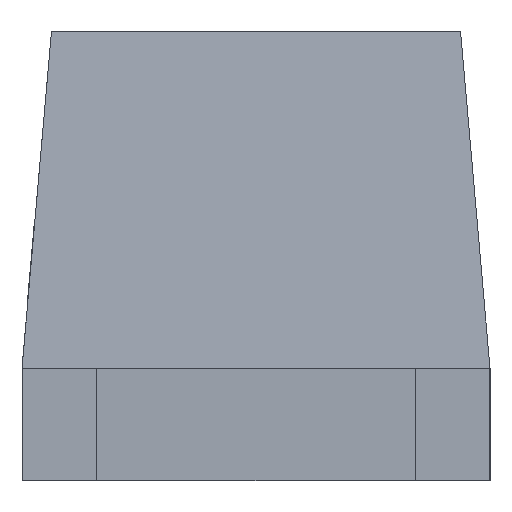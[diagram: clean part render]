
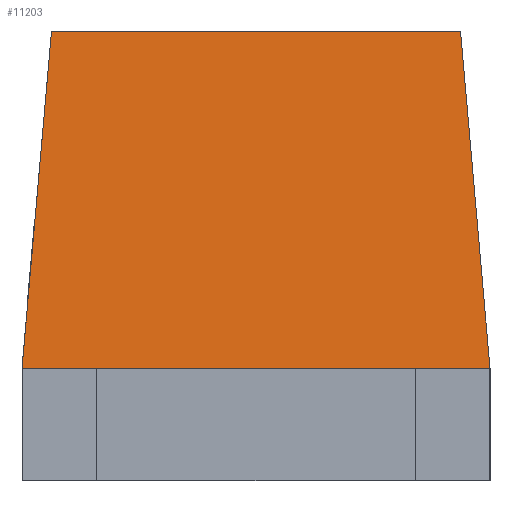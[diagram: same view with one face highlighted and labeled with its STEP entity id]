
A CAD part, left-side view. The second image highlights one B-rep face of the part: STEP entity #11203.
In plain terms, the highlighted planar face has unit normal (-0.996, 0, 0.087).
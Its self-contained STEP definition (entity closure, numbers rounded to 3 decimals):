
#539 = DIRECTION ( 'NONE',  ( -0.087, -0.087, -0.992 ) ) ;
#689 = VECTOR ( 'NONE', #7326, 1000. ) ;
#736 = VERTEX_POINT ( 'NONE', #6572 ) ;
#1112 = ORIENTED_EDGE ( 'NONE', *, *, #5023, .T. ) ;
#1272 = VERTEX_POINT ( 'NONE', #10785 ) ;
#1797 = CARTESIAN_POINT ( 'NONE',  ( -0.95, 0.625, 0.3 ) ) ;
#1981 = VECTOR ( 'NONE', #8273, 1000. ) ;
#2010 = CARTESIAN_POINT ( 'NONE',  ( -0.871, 0.625, 1.2 ) ) ;
#2928 = FACE_OUTER_BOUND ( 'NONE', #7980, .T. ) ;
#3704 = DIRECTION ( 'NONE',  ( -0.996, 0., 0.087 ) ) ;
#3836 = EDGE_CURVE ( 'NONE', #10777, #736, #5488, .T. ) ;
#3940 = EDGE_CURVE ( 'NONE', #1272, #736, #11745, .T. ) ;
#4233 = VECTOR ( 'NONE', #11728, 1000. ) ;
#4531 = LINE ( 'NONE', #2010, #1981 ) ;
#5023 = EDGE_CURVE ( 'NONE', #6749, #10777, #7991, .T. ) ;
#5488 = LINE ( 'NONE', #5545, #689 ) ;
#5545 = CARTESIAN_POINT ( 'NONE',  ( -0.95, -0.625, 0.3 ) ) ;
#5703 = VECTOR ( 'NONE', #539, 1000. ) ;
#5961 = CARTESIAN_POINT ( 'NONE',  ( -0.95, -0.625, 0.3 ) ) ;
#6572 = CARTESIAN_POINT ( 'NONE',  ( -0.95, -0.625, 0.3 ) ) ;
#6749 = VERTEX_POINT ( 'NONE', #8392 ) ;
#7326 = DIRECTION ( 'NONE',  ( 0., -1., 0. ) ) ;
#7428 = ORIENTED_EDGE ( 'NONE', *, *, #7561, .F. ) ;
#7531 = DIRECTION ( 'NONE',  ( 0.087, 0., 0.996 ) ) ;
#7561 = EDGE_CURVE ( 'NONE', #6749, #1272, #4531, .T. ) ;
#7980 = EDGE_LOOP ( 'NONE', ( #11099, #8849, #7428, #1112 ) ) ;
#7991 = LINE ( 'NONE', #9073, #4233 ) ;
#8088 = CARTESIAN_POINT ( 'NONE',  ( -0.95, 0.625, 0.3 ) ) ;
#8197 = AXIS2_PLACEMENT_3D ( 'NONE', #1797, #3704, #7531 ) ;
#8273 = DIRECTION ( 'NONE',  ( 0., -1., 0. ) ) ;
#8392 = CARTESIAN_POINT ( 'NONE',  ( -0.871, 0.546, 1.2 ) ) ;
#8849 = ORIENTED_EDGE ( 'NONE', *, *, #3940, .F. ) ;
#9073 = CARTESIAN_POINT ( 'NONE',  ( -0.95, 0.625, 0.3 ) ) ;
#10263 = PLANE ( 'NONE',  #8197 ) ;
#10777 = VERTEX_POINT ( 'NONE', #8088 ) ;
#10785 = CARTESIAN_POINT ( 'NONE',  ( -0.871, -0.546, 1.2 ) ) ;
#11099 = ORIENTED_EDGE ( 'NONE', *, *, #3836, .T. ) ;
#11203 = ADVANCED_FACE ( 'NONE', ( #2928 ), #10263, .T. ) ;
#11728 = DIRECTION ( 'NONE',  ( -0.087, 0.087, -0.992 ) ) ;
#11745 = LINE ( 'NONE', #5961, #5703 ) ;
